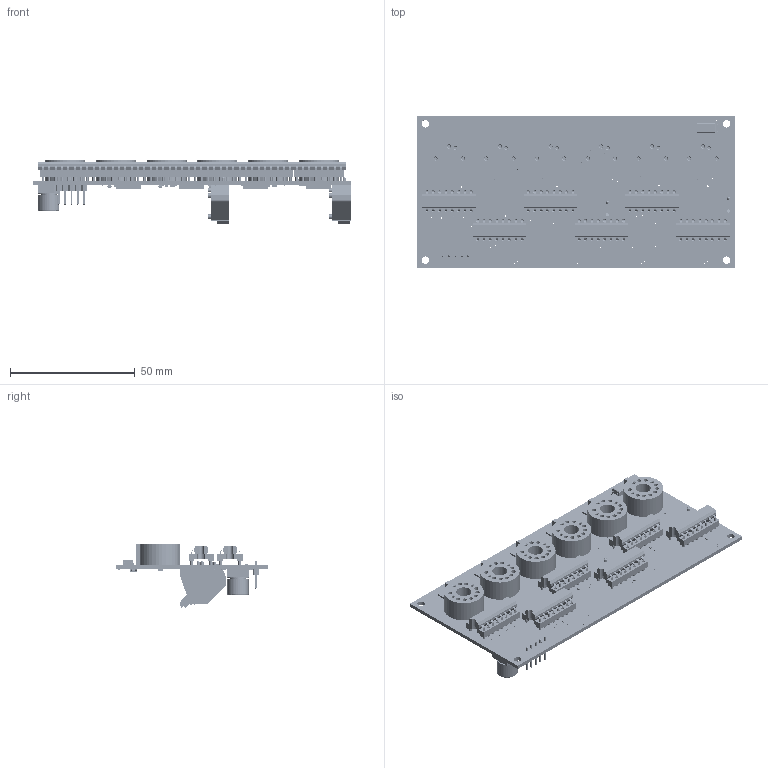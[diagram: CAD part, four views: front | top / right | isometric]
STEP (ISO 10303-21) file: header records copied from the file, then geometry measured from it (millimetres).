
FILE_DESCRIPTION(/* description */ (''),/* implementation_level */ '2;1');
FILE_NAME(/* name */ 'nixie_board.step',/* time_stamp */ '2018-08-19T07:55:28-05:00',/* author */ ('Brian Boucher'),/* organization */ (''),/* preprocessor_version */ 'ST-DEVELOPER v17',/* originating_system */ 'Autodesk Translation Framework v7.1.0.215',/* authorisation */ '');
FILE_SCHEMA (('AUTOMOTIVE_DESIGN { 1 0 10303 214 3 1 1 }'));
Length unit declared in the file: millimetre
Products named in the file (18): nixie_ticker; PCB Component; Board; BCX19SMD; K155ID1; Component1; 74AHC595; TLP3873D; ZKFDS; 1X05; 220uF; 22k; 750; 10k; CHIP-LED0603; C0402; 100k; IN14_12PIN12PIN
Assembly tree (84 placements, depth 4):
  nixie_ticker
    PCB Component
      Board
      BCX19SMD  x6
      K155ID1  x6
        Component1
      74AHC595  x5
      TLP3873D
      ZKFDS  x2
      1X05
      220uF
      22k  x6
      750
      10k  x12
      CHIP-LED0603  x6
      C0402  x16
      100k  x12
      IN14_12PIN12PIN  x6
Bounding box: 127.03 x 60.96 x 25.69 mm (x, y, z)
Volume: 29364.6 mm3; surface area: 38237.9 mm2
Topology: 154 solids, 154 shells, 6320 faces, 15583 edges, 10101 vertices
Faces by surface type: plane 3288, cylinder 2170, sphere 448, cone 412, torus 2
Full cylindrical faces by diameter (mm): 0.3 x6, 0.35 x34, 0.4 x4, 0.45 x15, 0.5 x10, 0.6 x216, 0.65 x4, 0.75 x1, 1 x192, 1.016 x5, 1.1 x72, 1.3 x8, 1.6 x144, 1.708 x2, 1.739 x2, 1.764 x2, 1.9 x144, 3 x4, 6 x6, 8.5 x2
Entity records: 41684 total; most frequent: DIRECTION 7180, CARTESIAN_POINT 6807, ORIENTED_EDGE 6532, EDGE_CURVE 3266, AXIS2_PLACEMENT_3D 2542, VERTEX_POINT 2169, LINE 2096, VECTOR 2096
